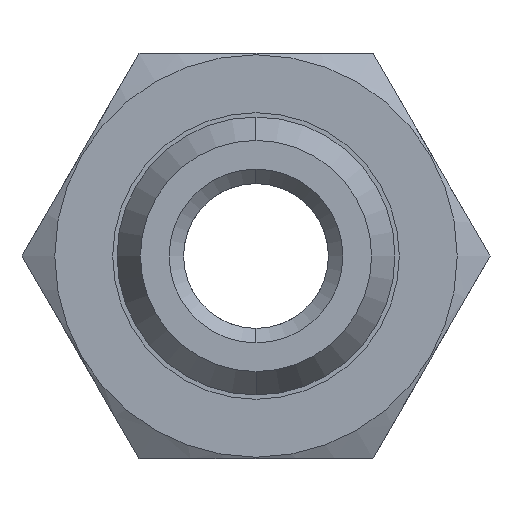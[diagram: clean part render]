
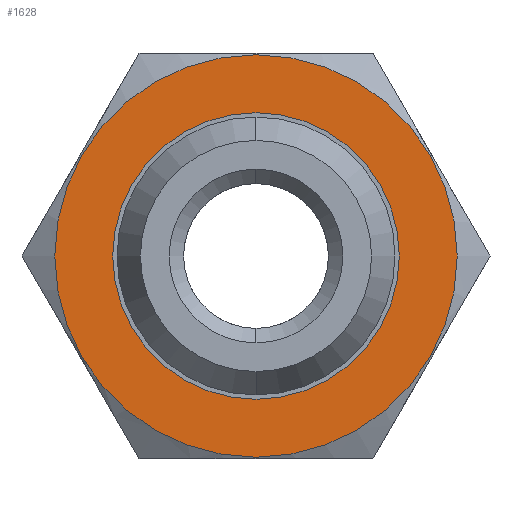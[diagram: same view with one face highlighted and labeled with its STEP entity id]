
A CAD part, front view. The second image highlights one B-rep face of the part: STEP entity #1628.
In plain terms, the highlighted planar face has unit normal (0, -1, 0).
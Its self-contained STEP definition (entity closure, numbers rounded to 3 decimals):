
#174 = DIRECTION ( 'NONE',  ( 0., 0., -1. ) ) ;
#175 = DIRECTION ( 'NONE',  ( 0., -1., 0. ) ) ;
#176 = CARTESIAN_POINT ( 'NONE',  ( 0., 0., 0. ) ) ;
#178 = AXIS2_PLACEMENT_3D ( 'NONE', #176, #175, #174 ) ;
#179 = CIRCLE ( 'NONE', #178, 4.95 ) ;
#187 = CARTESIAN_POINT ( 'NONE',  ( 0., 0., 0. ) ) ;
#189 = DIRECTION ( 'NONE',  ( 0., 0., -1. ) ) ;
#190 = DIRECTION ( 'NONE',  ( 0., -1., 0. ) ) ;
#192 = CARTESIAN_POINT ( 'NONE',  ( 0., 0., 0. ) ) ;
#193 = CIRCLE ( 'NONE', #226, 6.95 ) ;
#202 = CARTESIAN_POINT ( 'NONE',  ( 0., 0., 6.95 ) ) ;
#220 = AXIS2_PLACEMENT_3D ( 'NONE', #187, #190, #189 ) ;
#221 = CIRCLE ( 'NONE', #220, 6.95 ) ;
#224 = DIRECTION ( 'NONE',  ( 0., 0., -1. ) ) ;
#225 = DIRECTION ( 'NONE',  ( 0., -1., 0. ) ) ;
#226 = AXIS2_PLACEMENT_3D ( 'NONE', #192, #225, #224 ) ;
#238 = DIRECTION ( 'NONE',  ( 0., 0., -1. ) ) ;
#239 = DIRECTION ( 'NONE',  ( 0., -1., 0. ) ) ;
#240 = CARTESIAN_POINT ( 'NONE',  ( 0., 0., 0. ) ) ;
#241 = AXIS2_PLACEMENT_3D ( 'NONE', #240, #239, #238 ) ;
#242 = CIRCLE ( 'NONE', #241, 4.95 ) ;
#243 = CARTESIAN_POINT ( 'NONE',  ( 0., 0., 4.95 ) ) ;
#261 = AXIS2_PLACEMENT_3D ( 'NONE', #267, #264, #265 ) ;
#264 = DIRECTION ( 'NONE',  ( 0., -1., 0. ) ) ;
#265 = DIRECTION ( 'NONE',  ( 0., 0., -1. ) ) ;
#266 = FACE_BOUND ( 'NONE', #1583, .T. ) ;
#267 = CARTESIAN_POINT ( 'NONE',  ( 4.95, 0., 0. ) ) ;
#269 = PLANE ( 'NONE',  #261 ) ;
#270 = FACE_OUTER_BOUND ( 'NONE', #1597, .T. ) ;
#301 = CARTESIAN_POINT ( 'NONE',  ( 0., 0., -6.95 ) ) ;
#314 = CARTESIAN_POINT ( 'NONE',  ( 0., 0., -4.95 ) ) ;
#1575 = VERTEX_POINT ( 'NONE', #202 ) ;
#1583 = EDGE_LOOP ( 'NONE', ( #1623, #1634 ) ) ;
#1585 = EDGE_CURVE ( 'NONE', #1575, #1632, #221, .T. ) ;
#1590 = ORIENTED_EDGE ( 'NONE', *, *, #1585, .T. ) ;
#1594 = EDGE_CURVE ( 'NONE', #1632, #1575, #193, .T. ) ;
#1597 = EDGE_LOOP ( 'NONE', ( #1598, #1590 ) ) ;
#1598 = ORIENTED_EDGE ( 'NONE', *, *, #1594, .T. ) ;
#1600 = EDGE_CURVE ( 'NONE', #1604, #1639, #179, .T. ) ;
#1604 = VERTEX_POINT ( 'NONE', #243 ) ;
#1623 = ORIENTED_EDGE ( 'NONE', *, *, #1624, .F. ) ;
#1624 = EDGE_CURVE ( 'NONE', #1639, #1604, #242, .T. ) ;
#1628 = ADVANCED_FACE ( 'NONE', ( #270, #266 ), #269, .T. ) ;
#1632 = VERTEX_POINT ( 'NONE', #301 ) ;
#1634 = ORIENTED_EDGE ( 'NONE', *, *, #1600, .F. ) ;
#1639 = VERTEX_POINT ( 'NONE', #314 ) ;
